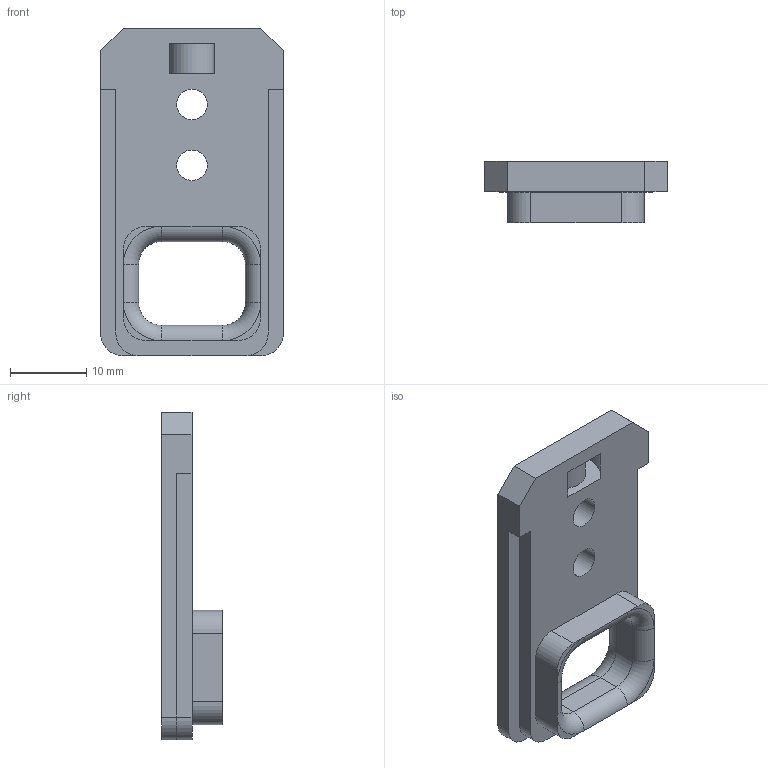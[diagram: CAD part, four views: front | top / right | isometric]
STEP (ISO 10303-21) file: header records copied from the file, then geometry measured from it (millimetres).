
FILE_DESCRIPTION((''),'2;1');
FILE_NAME('BEFESTIGUNG_IGUS_KETTE','2022-03-04T19:37:01',('Dinu'),(''),'CREO PARAMETRIC BY PTC INC, 2021164','CREO PARAMETRIC BY PTC INC, 2021164','');
FILE_SCHEMA(('CONFIG_CONTROL_DESIGN'));
Length unit declared in the file: millimetre
Products named in the file (1): BEFESTIGUNG_IGUS_KETTE
Bounding box: 24 x 8 x 43 mm (x, y, z)
Volume: 3355.1 mm3; surface area: 2896.3 mm2
Topology: 1 solids, 1 shells, 63 faces, 162 edges, 100 vertices
Faces by surface type: plane 28, cylinder 27, torus 8
Entity records: 1964 total; most frequent: DIRECTION 350, CARTESIAN_POINT 325, ORIENTED_EDGE 324, EDGE_CURVE 162, AXIS2_PLACEMENT_3D 125, VECTOR 100, LINE 100, VERTEX_POINT 100
